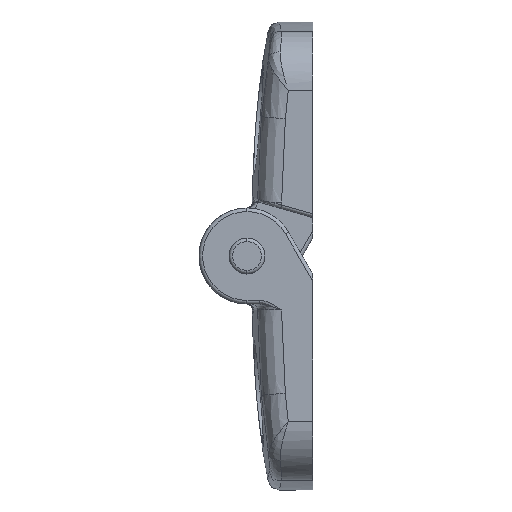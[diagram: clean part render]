
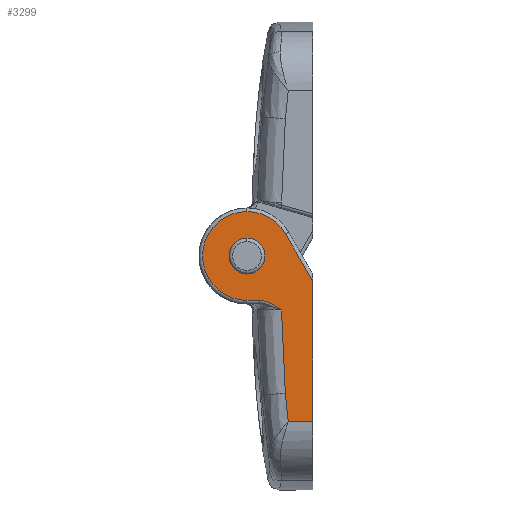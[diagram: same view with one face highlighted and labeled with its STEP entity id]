
A CAD part, left-side view. The second image highlights one B-rep face of the part: STEP entity #3299.
In plain terms, the highlighted planar face has unit normal (-1, 0, 0).
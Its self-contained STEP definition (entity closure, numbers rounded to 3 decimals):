
#6 = VERTEX_POINT ( 'NONE', #3175 ) ;
#84 = FACE_BOUND ( 'NONE', #2994, .T. ) ;
#117 = VERTEX_POINT ( 'NONE', #3115 ) ;
#128 = ORIENTED_EDGE ( 'NONE', *, *, #3315, .T. ) ;
#129 = AXIS2_PLACEMENT_3D ( 'NONE', #2696, #2688, #2685 ) ;
#150 = CARTESIAN_POINT ( 'NONE',  ( -15., 5.5, -1.5 ) ) ;
#180 = VERTEX_POINT ( 'NONE', #3058 ) ;
#299 = ORIENTED_EDGE ( 'NONE', *, *, #2009, .T. ) ;
#342 = VERTEX_POINT ( 'NONE', #2803 ) ;
#356 = CARTESIAN_POINT ( 'NONE',  ( -15., 2.066, -13.782 ) ) ;
#357 = CARTESIAN_POINT ( 'NONE',  ( -15., 2.158, -13. ) ) ;
#367 = CARTESIAN_POINT ( 'NONE',  ( -15., 2.238, -12.215 ) ) ;
#392 = CARTESIAN_POINT ( 'NONE',  ( -15., 2.306, -11.43 ) ) ;
#399 = DIRECTION ( 'NONE',  ( 0., 0., -1. ) ) ;
#410 = CARTESIAN_POINT ( 'NONE',  ( -15., 0., -1.75 ) ) ;
#451 = EDGE_CURVE ( 'NONE', #3231, #6, #3258, .T. ) ;
#465 = VERTEX_POINT ( 'NONE', #2702 ) ;
#470 = CARTESIAN_POINT ( 'NONE',  ( -15., 5.5, 0. ) ) ;
#573 = DIRECTION ( 'NONE',  ( 0., 0., 1. ) ) ;
#605 = CARTESIAN_POINT ( 'NONE',  ( -15., 2.306, -11.43 ) ) ;
#613 = DIRECTION ( 'NONE',  ( -1., 0., 0. ) ) ;
#615 = ORIENTED_EDGE ( 'NONE', *, *, #3429, .T. ) ;
#621 = CARTESIAN_POINT ( 'NONE',  ( -15., 2.503, -9.124 ) ) ;
#651 = CARTESIAN_POINT ( 'NONE',  ( -15., 2.609, -6.814 ) ) ;
#657 = CARTESIAN_POINT ( 'NONE',  ( -15., 2.622, -4.5 ) ) ;
#743 = DIRECTION ( 'NONE',  ( 0., 0., 1. ) ) ;
#745 = DIRECTION ( 'NONE',  ( -1., 0., 0. ) ) ;
#747 = CARTESIAN_POINT ( 'NONE',  ( -15., 5.5, 0. ) ) ;
#764 = B_SPLINE_CURVE_WITH_KNOTS ( 'NONE', 3,
 ( #392, #367, #357, #356 ),
 .UNSPECIFIED., .F., .F.,
 ( 4, 4 ),
 ( 0., 0.002 ),
 .UNSPECIFIED. ) ;
#767 = ORIENTED_EDGE ( 'NONE', *, *, #1541, .T. ) ;
#769 = AXIS2_PLACEMENT_3D ( 'NONE', #470, #613, #573 ) ;
#864 = AXIS2_PLACEMENT_3D ( 'NONE', #2797, #2748, #2734 ) ;
#894 = VERTEX_POINT ( 'NONE', #1934 ) ;
#922 = ORIENTED_EDGE ( 'NONE', *, *, #2081, .T. ) ;
#941 = ORIENTED_EDGE ( 'NONE', *, *, #1942, .F. ) ;
#1078 = CIRCLE ( 'NONE', #3489, 1.5 ) ;
#1277 = ORIENTED_EDGE ( 'NONE', *, *, #2908, .F. ) ;
#1414 = DIRECTION ( 'NONE',  ( 0., -1., 0. ) ) ;
#1466 = ORIENTED_EDGE ( 'NONE', *, *, #2984, .T. ) ;
#1507 = VECTOR ( 'NONE', #2273, 1000. ) ;
#1521 = EDGE_CURVE ( 'NONE', #117, #1698, #1979, .T. ) ;
#1531 = B_SPLINE_CURVE_WITH_KNOTS ( 'NONE', 3,
 ( #657, #651, #621, #605 ),
 .UNSPECIFIED., .F., .F.,
 ( 4, 4 ),
 ( 0., 0.007 ),
 .UNSPECIFIED. ) ;
#1541 = EDGE_CURVE ( 'NONE', #342, #3259, #764, .T. ) ;
#1591 = VERTEX_POINT ( 'NONE', #150 ) ;
#1618 = ORIENTED_EDGE ( 'NONE', *, *, #1521, .F. ) ;
#1698 = VERTEX_POINT ( 'NONE', #3418 ) ;
#1710 = VECTOR ( 'NONE', #399, 1000. ) ;
#1768 = ORIENTED_EDGE ( 'NONE', *, *, #451, .T. ) ;
#1934 = CARTESIAN_POINT ( 'NONE',  ( -15., 2.622, -4.5 ) ) ;
#1942 = EDGE_CURVE ( 'NONE', #3388, #1591, #3461, .T. ) ;
#1977 = CARTESIAN_POINT ( 'NONE',  ( -15., 4.122, -3.7 ) ) ;
#1979 = LINE ( 'NONE', #410, #1710 ) ;
#2009 = EDGE_CURVE ( 'NONE', #465, #3231, #3480, .T. ) ;
#2034 = CARTESIAN_POINT ( 'NONE',  ( -15., 5.5, 1.5 ) ) ;
#2051 = EDGE_CURVE ( 'NONE', #180, #894, #2911, .T. ) ;
#2081 = EDGE_CURVE ( 'NONE', #117, #465, #3477, .T. ) ;
#2144 = CARTESIAN_POINT ( 'NONE',  ( -15., 5.5, 3.7 ) ) ;
#2273 = DIRECTION ( 'NONE',  ( 0., -1., 0. ) ) ;
#2285 = CARTESIAN_POINT ( 'NONE',  ( -15., 9.5, -13.782 ) ) ;
#2403 = FACE_OUTER_BOUND ( 'NONE', #2652, .T. ) ;
#2449 = LINE ( 'NONE', #2285, #1507 ) ;
#2559 = VECTOR ( 'NONE', #1414, 1000. ) ;
#2585 = LINE ( 'NONE', #1977, #2559 ) ;
#2652 = EDGE_LOOP ( 'NONE', ( #615, #3412, #1466, #767, #128, #1618, #922, #299, #1768 ) ) ;
#2685 = DIRECTION ( 'NONE',  ( 0., 0., 1. ) ) ;
#2688 = DIRECTION ( 'NONE',  ( -1., 0., 0. ) ) ;
#2696 = CARTESIAN_POINT ( 'NONE',  ( -15., 5.5, 0. ) ) ;
#2702 = CARTESIAN_POINT ( 'NONE',  ( -15., 2.296, 1.85 ) ) ;
#2734 = DIRECTION ( 'NONE',  ( 0., 0., 1. ) ) ;
#2748 = DIRECTION ( 'NONE',  ( -1., 0., 0. ) ) ;
#2752 = PLANE ( 'NONE',  #864 ) ;
#2797 = CARTESIAN_POINT ( 'NONE',  ( -15., -84.5, -4. ) ) ;
#2803 = CARTESIAN_POINT ( 'NONE',  ( -15., 2.306, -11.43 ) ) ;
#2908 = EDGE_CURVE ( 'NONE', #1591, #3388, #1078, .T. ) ;
#2911 = B_SPLINE_CURVE_WITH_KNOTS ( 'NONE', 3,
 ( #3441, #3427, #3404, #3401, #3399, #3398 ),
 .UNSPECIFIED., .F., .F.,
 ( 4, 2, 4 ),
 ( 0., 0.001, 0.002 ),
 .UNSPECIFIED. ) ;
#2984 = EDGE_CURVE ( 'NONE', #894, #342, #1531, .T. ) ;
#2994 = EDGE_LOOP ( 'NONE', ( #941, #1277 ) ) ;
#3058 = CARTESIAN_POINT ( 'NONE',  ( -15., 4.455, -3.7 ) ) ;
#3115 = CARTESIAN_POINT ( 'NONE',  ( -15., 0., -2.126 ) ) ;
#3175 = CARTESIAN_POINT ( 'NONE',  ( -15., 5.5, -3.7 ) ) ;
#3231 = VERTEX_POINT ( 'NONE', #2144 ) ;
#3236 = DIRECTION ( 'NONE',  ( 0., 0.5, 0.866 ) ) ;
#3239 = CARTESIAN_POINT ( 'NONE',  ( -15., 2.296, 1.85 ) ) ;
#3258 = CIRCLE ( 'NONE', #129, 3.7 ) ;
#3259 = VERTEX_POINT ( 'NONE', #3457 ) ;
#3299 = ADVANCED_FACE ( 'NONE', ( #84, #2403 ), #2752, .T. ) ;
#3315 = EDGE_CURVE ( 'NONE', #3259, #1698, #2449, .T. ) ;
#3388 = VERTEX_POINT ( 'NONE', #2034 ) ;
#3398 = CARTESIAN_POINT ( 'NONE',  ( -15., 2.622, -4.5 ) ) ;
#3399 = CARTESIAN_POINT ( 'NONE',  ( -15., 2.902, -4.308 ) ) ;
#3401 = CARTESIAN_POINT ( 'NONE',  ( -15., 3.179, -4.117 ) ) ;
#3404 = CARTESIAN_POINT ( 'NONE',  ( -15., 3.781, -3.815 ) ) ;
#3412 = ORIENTED_EDGE ( 'NONE', *, *, #2051, .T. ) ;
#3418 = CARTESIAN_POINT ( 'NONE',  ( -15., 0., -13.782 ) ) ;
#3423 = AXIS2_PLACEMENT_3D ( 'NONE', #3488, #3481, #3475 ) ;
#3427 = CARTESIAN_POINT ( 'NONE',  ( -15., 4.111, -3.7 ) ) ;
#3429 = EDGE_CURVE ( 'NONE', #6, #180, #2585, .T. ) ;
#3441 = CARTESIAN_POINT ( 'NONE',  ( -15., 4.455, -3.7 ) ) ;
#3457 = CARTESIAN_POINT ( 'NONE',  ( -15., 2.066, -13.782 ) ) ;
#3460 = VECTOR ( 'NONE', #3236, 1000. ) ;
#3461 = CIRCLE ( 'NONE', #769, 1.5 ) ;
#3475 = DIRECTION ( 'NONE',  ( 0., 0., 1. ) ) ;
#3477 = LINE ( 'NONE', #3239, #3460 ) ;
#3480 = CIRCLE ( 'NONE', #3423, 3.7 ) ;
#3481 = DIRECTION ( 'NONE',  ( -1., 0., 0. ) ) ;
#3488 = CARTESIAN_POINT ( 'NONE',  ( -15., 5.5, 0. ) ) ;
#3489 = AXIS2_PLACEMENT_3D ( 'NONE', #747, #745, #743 ) ;
